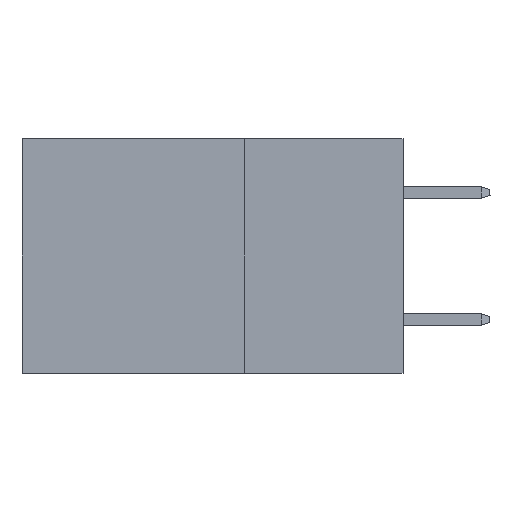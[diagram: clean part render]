
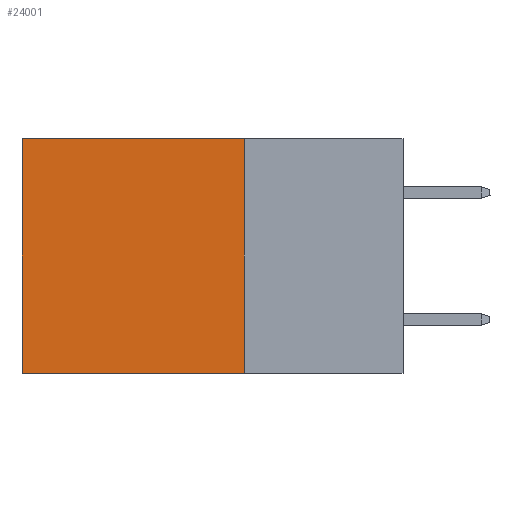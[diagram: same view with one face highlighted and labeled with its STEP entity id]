
A CAD part, left-side view. The second image highlights one B-rep face of the part: STEP entity #24001.
In plain terms, the highlighted planar face has unit normal (-1, 0, 0).
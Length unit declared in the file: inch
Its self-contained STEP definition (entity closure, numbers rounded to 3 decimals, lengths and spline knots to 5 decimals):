
#1307 = VECTOR ( 'NONE', #10599, 39.37008 ) ;
#2496 = VECTOR ( 'NONE', #19794, 39.37008 ) ;
#3341 = VERTEX_POINT ( 'NONE', #3388 ) ;
#3375 = EDGE_CURVE ( 'NONE', #4944, #35239, #37395, .T. ) ;
#3388 = CARTESIAN_POINT ( 'NONE',  ( 0.2875, 0.25, -0.37 ) ) ;
#4944 = VERTEX_POINT ( 'NONE', #43997 ) ;
#6056 = DIRECTION ( 'NONE',  ( 1., 0., 0. ) ) ;
#6976 = CARTESIAN_POINT ( 'NONE',  ( 0.2875, 0.6, 0. ) ) ;
#9449 = CARTESIAN_POINT ( 'NONE',  ( 0.2875, 0.6, -0.37 ) ) ;
#9843 = AXIS2_PLACEMENT_3D ( 'NONE', #43933, #6056, #34211 ) ;
#10599 = DIRECTION ( 'NONE',  ( 0., 0., -1. ) ) ;
#11436 = DIRECTION ( 'NONE',  ( 0., 0., -1. ) ) ;
#11681 = EDGE_CURVE ( 'NONE', #35810, #4944, #40731, .T. ) ;
#13047 = FACE_OUTER_BOUND ( 'NONE', #29152, .T. ) ;
#17155 = CARTESIAN_POINT ( 'NONE',  ( 0.2875, 0.25, 0. ) ) ;
#18076 = EDGE_CURVE ( 'NONE', #35810, #3341, #21257, .T. ) ;
#18744 = CARTESIAN_POINT ( 'NONE',  ( 0.2875, 0.25, -0.37 ) ) ;
#19794 = DIRECTION ( 'NONE',  ( 0., 1., 0. ) ) ;
#20865 = VECTOR ( 'NONE', #44577, 39.37008 ) ;
#21257 = LINE ( 'NONE', #25117, #28485 ) ;
#24001 = ADVANCED_FACE ( 'NONE', ( #13047 ), #33774, .F. ) ;
#25117 = CARTESIAN_POINT ( 'NONE',  ( 0.2875, 0.25, 0. ) ) ;
#28485 = VECTOR ( 'NONE', #11436, 39.37008 ) ;
#29152 = EDGE_LOOP ( 'NONE', ( #37472, #43507, #40258, #36968 ) ) ;
#32847 = EDGE_CURVE ( 'NONE', #3341, #35239, #35979, .T. ) ;
#33774 = PLANE ( 'NONE',  #9843 ) ;
#34211 = DIRECTION ( 'NONE',  ( 0., 0., -1. ) ) ;
#35070 = CARTESIAN_POINT ( 'NONE',  ( 0.2875, 0.25, 0. ) ) ;
#35239 = VERTEX_POINT ( 'NONE', #9449 ) ;
#35810 = VERTEX_POINT ( 'NONE', #35070 ) ;
#35979 = LINE ( 'NONE', #18744, #2496 ) ;
#36968 = ORIENTED_EDGE ( 'NONE', *, *, #11681, .T. ) ;
#37395 = LINE ( 'NONE', #6976, #1307 ) ;
#37472 = ORIENTED_EDGE ( 'NONE', *, *, #3375, .T. ) ;
#40258 = ORIENTED_EDGE ( 'NONE', *, *, #18076, .F. ) ;
#40731 = LINE ( 'NONE', #17155, #20865 ) ;
#43507 = ORIENTED_EDGE ( 'NONE', *, *, #32847, .F. ) ;
#43933 = CARTESIAN_POINT ( 'NONE',  ( 0.2875, 0.25, 0. ) ) ;
#43997 = CARTESIAN_POINT ( 'NONE',  ( 0.2875, 0.6, 0. ) ) ;
#44577 = DIRECTION ( 'NONE',  ( 0., 1., 0. ) ) ;
